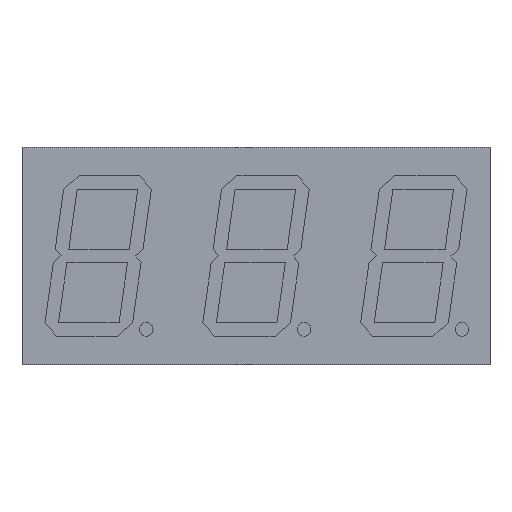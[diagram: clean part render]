
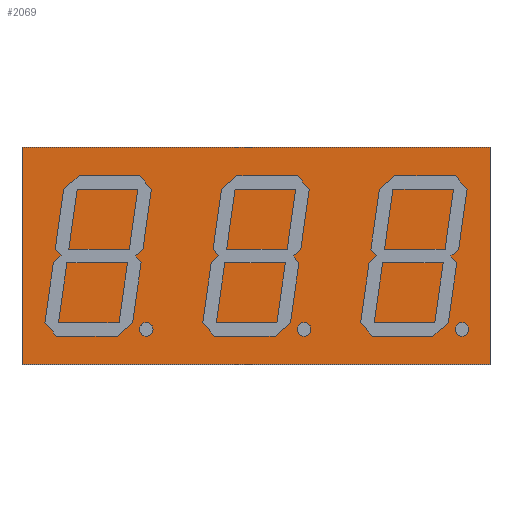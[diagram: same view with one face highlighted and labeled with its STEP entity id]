
A CAD part, top view. The second image highlights one B-rep face of the part: STEP entity #2069.
In plain terms, the highlighted planar face has unit normal (0, 0, 1).
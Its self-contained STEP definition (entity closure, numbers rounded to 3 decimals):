
#152=FACE_OUTER_BOUND('',#289,.T.);
#289=EDGE_LOOP('',(#1557,#1558,#1559,#1560));
#484=LINE('',#3139,#733);
#487=LINE('',#3144,#736);
#489=LINE('',#3148,#738);
#490=LINE('',#3150,#739);
#733=VECTOR('',#2536,10.);
#736=VECTOR('',#2541,10.);
#738=VECTOR('',#2545,10.);
#739=VECTOR('',#2548,10.);
#952=VERTEX_POINT('',#3136);
#953=VERTEX_POINT('',#3138);
#954=VERTEX_POINT('',#3142);
#955=VERTEX_POINT('',#3146);
#1170=EDGE_CURVE('',#953,#952,#484,.T.);
#1173=EDGE_CURVE('',#952,#954,#487,.T.);
#1175=EDGE_CURVE('',#954,#955,#489,.T.);
#1176=EDGE_CURVE('',#955,#953,#490,.T.);
#1557=ORIENTED_EDGE('',*,*,#1175,.T.);
#1558=ORIENTED_EDGE('',*,*,#1176,.T.);
#1559=ORIENTED_EDGE('',*,*,#1170,.T.);
#1560=ORIENTED_EDGE('',*,*,#1173,.T.);
#1950=PLANE('',#2237);
#2069=ADVANCED_FACE('',(#152),#1950,.T.);
#2237=AXIS2_PLACEMENT_3D('',#3151,#2549,#2550);
#2536=DIRECTION('',(-1.,0.,0.));
#2541=DIRECTION('',(0.,-1.,0.));
#2545=DIRECTION('',(1.,0.,0.));
#2548=DIRECTION('',(0.,1.,0.));
#2549=DIRECTION('center_axis',(0.,0.,1.));
#2550=DIRECTION('ref_axis',(1.,0.,0.));
#3136=CARTESIAN_POINT('',(-29.65,13.75,8.4));
#3138=CARTESIAN_POINT('',(29.65,13.75,8.4));
#3139=CARTESIAN_POINT('',(-29.65,13.75,8.4));
#3142=CARTESIAN_POINT('',(-29.65,-13.75,8.4));
#3144=CARTESIAN_POINT('',(-29.65,-13.75,8.4));
#3146=CARTESIAN_POINT('',(29.65,-13.75,8.4));
#3148=CARTESIAN_POINT('',(29.65,-13.75,8.4));
#3150=CARTESIAN_POINT('',(29.65,13.75,8.4));
#3151=CARTESIAN_POINT('Origin',(0.,0.,8.4));
